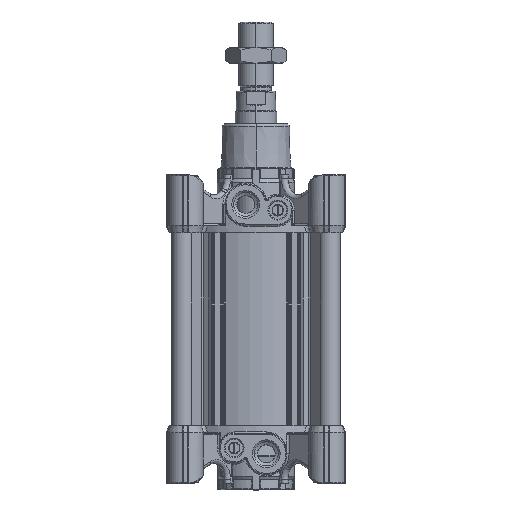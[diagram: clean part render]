
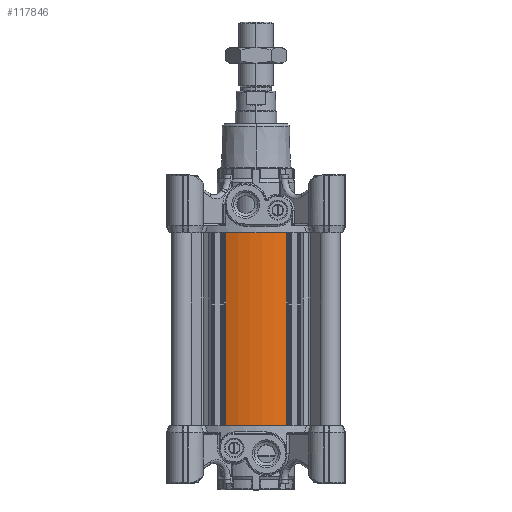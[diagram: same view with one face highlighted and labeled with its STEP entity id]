
A CAD part, top view. The second image highlights one B-rep face of the part: STEP entity #117846.
In plain terms, the highlighted cylindrical face has radius 65.5 mm (diameter 131 mm), a partial arc.
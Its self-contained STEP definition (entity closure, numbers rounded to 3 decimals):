
#2094 = CARTESIAN_POINT ( 'NONE',  ( 23.531, 195., 61.127 ) ) ;
#2663 = ORIENTED_EDGE ( 'NONE', *, *, #60160, .T. ) ;
#2897 = VECTOR ( 'NONE', #28709, 1000. ) ;
#4088 = FACE_OUTER_BOUND ( 'NONE', #52762, .T. ) ;
#4781 = DIRECTION ( 'NONE',  ( -1., 0., 0. ) ) ;
#7069 = DIRECTION ( 'NONE',  ( 0., 1., 0. ) ) ;
#12151 = CARTESIAN_POINT ( 'NONE',  ( 0., 45., 0. ) ) ;
#13239 = VECTOR ( 'NONE', #7069, 1000. ) ;
#22821 = CIRCLE ( 'NONE', #130983, 65.5 ) ;
#23281 = CARTESIAN_POINT ( 'NONE',  ( 23.531, 45., 61.127 ) ) ;
#28641 = DIRECTION ( 'NONE',  ( 0., -1., 0. ) ) ;
#28709 = DIRECTION ( 'NONE',  ( 0., 1., 0. ) ) ;
#39512 = CARTESIAN_POINT ( 'NONE',  ( 23.531, 125., 61.127 ) ) ;
#43203 = DIRECTION ( 'NONE',  ( 1., 0., 0. ) ) ;
#44754 = DIRECTION ( 'NONE',  ( 1., 0., 0. ) ) ;
#47033 = VERTEX_POINT ( 'NONE', #23281 ) ;
#52762 = EDGE_LOOP ( 'NONE', ( #2663, #124607, #118312, #85608 ) ) ;
#55181 = DIRECTION ( 'NONE',  ( 0., -1., 0. ) ) ;
#58442 = AXIS2_PLACEMENT_3D ( 'NONE', #113437, #122620, #4781 ) ;
#60160 = EDGE_CURVE ( 'NONE', #66732, #113864, #22821, .T. ) ;
#66077 = CARTESIAN_POINT ( 'NONE',  ( -23.531, 45., 61.127 ) ) ;
#66732 = VERTEX_POINT ( 'NONE', #2094 ) ;
#70414 = CYLINDRICAL_SURFACE ( 'NONE', #58442, 65.5 ) ;
#77247 = CARTESIAN_POINT ( 'NONE',  ( -23.531, 195., 61.127 ) ) ;
#79577 = EDGE_CURVE ( 'NONE', #47033, #137362, #86415, .T. ) ;
#80241 = CARTESIAN_POINT ( 'NONE',  ( -23.531, 125., 61.127 ) ) ;
#85608 = ORIENTED_EDGE ( 'NONE', *, *, #131678, .T. ) ;
#86415 = CIRCLE ( 'NONE', #126984, 65.5 ) ;
#90821 = LINE ( 'NONE', #80241, #2897 ) ;
#102345 = LINE ( 'NONE', #39512, #13239 ) ;
#113437 = CARTESIAN_POINT ( 'NONE',  ( 0., 125., 0. ) ) ;
#113864 = VERTEX_POINT ( 'NONE', #77247 ) ;
#117846 = ADVANCED_FACE ( 'NONE', ( #4088 ), #70414, .T. ) ;
#118312 = ORIENTED_EDGE ( 'NONE', *, *, #79577, .F. ) ;
#122620 = DIRECTION ( 'NONE',  ( 0., 1., 0. ) ) ;
#124607 = ORIENTED_EDGE ( 'NONE', *, *, #139152, .F. ) ;
#125268 = CARTESIAN_POINT ( 'NONE',  ( 0., 195., 0. ) ) ;
#126984 = AXIS2_PLACEMENT_3D ( 'NONE', #12151, #55181, #43203 ) ;
#130983 = AXIS2_PLACEMENT_3D ( 'NONE', #125268, #28641, #44754 ) ;
#131678 = EDGE_CURVE ( 'NONE', #47033, #66732, #102345, .T. ) ;
#137362 = VERTEX_POINT ( 'NONE', #66077 ) ;
#139152 = EDGE_CURVE ( 'NONE', #137362, #113864, #90821, .T. ) ;
